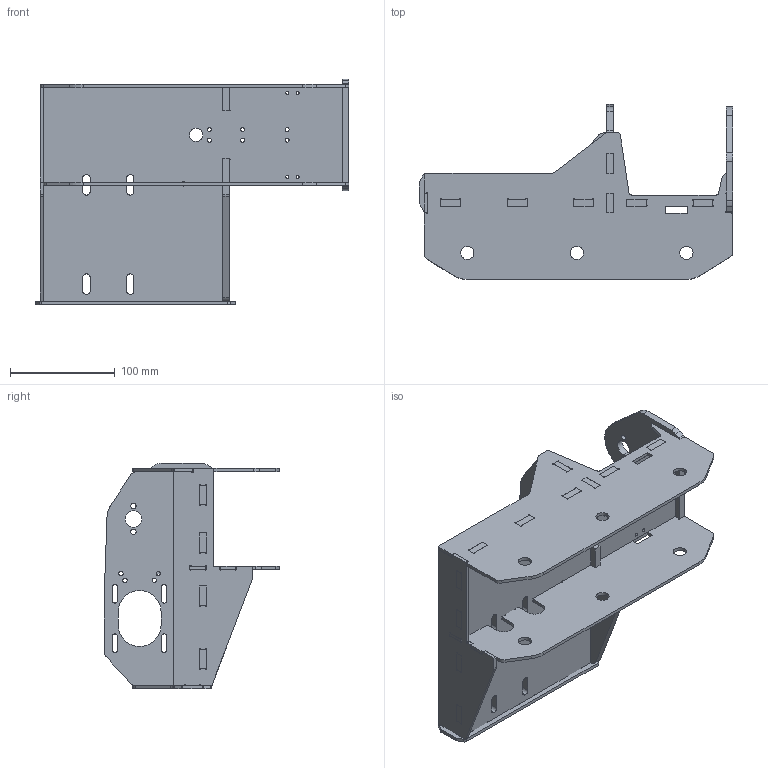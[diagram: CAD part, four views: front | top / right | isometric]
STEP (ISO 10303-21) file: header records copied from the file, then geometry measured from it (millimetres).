
FILE_DESCRIPTION (( 'STEP AP214' ), '1' );
FILE_NAME ('SMILE Swing Assem_11-14-25.STEP', '2025-11-14T05:16:07', ( '' ), ( '' ), 'SwSTEP 2.0', 'SolidWorks 2024', '' );
FILE_SCHEMA (( 'AUTOMOTIVE_DESIGN' ));
Length unit declared in the file: inch
Products named in the file (8): SMILE Welded Frame_Inner Rail; SMILE Swing Assem_11-14-25; SMILE Welded Frame_Overhang Wall; SMILE Welded Frame_Back Gusset; SMILE Welded Frame_Outer Wall; SMILE Welded Frame_Base Plate; SMILE Welded Frame_Front Gusset; SMILE Welded Frame_Outer Rail
Assembly tree (7 placements, depth 2):
  SMILE Swing Assem_11-14-25
    SMILE Welded Frame_Back Gusset
    SMILE Welded Frame_Base Plate
    SMILE Welded Frame_Front Gusset
    SMILE Welded Frame_Inner Rail
    SMILE Welded Frame_Outer Rail
    SMILE Welded Frame_Outer Wall
    SMILE Welded Frame_Overhang Wall
Bounding box: 300.04 x 167.44 x 215.9 mm (x, y, z)
Volume: 698066.9 mm3; surface area: 312281.3 mm2
Topology: 7 solids, 7 shells, 630 faces, 1848 edges, 1232 vertices
Faces by surface type: plane 324, cylinder 306
Entity records: 21607 total; most frequent: DIRECTION 3740, CARTESIAN_POINT 3720, ORIENTED_EDGE 3696, EDGE_CURVE 1848, AXIS2_PLACEMENT_3D 1252, LINE 1236, VECTOR 1236, VERTEX_POINT 1232
